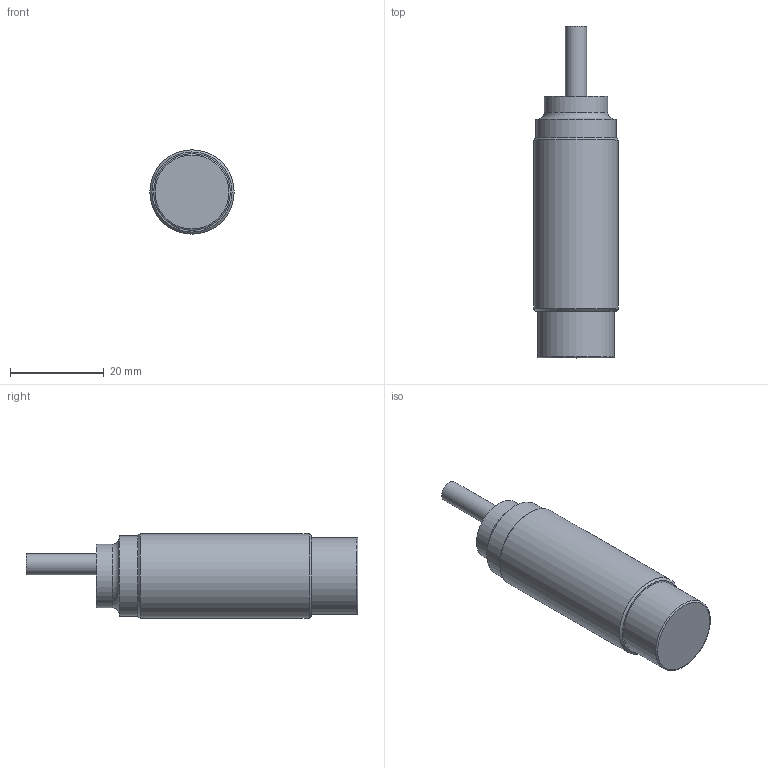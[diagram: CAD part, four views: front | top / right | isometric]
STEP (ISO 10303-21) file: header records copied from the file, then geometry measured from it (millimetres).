
FILE_DESCRIPTION(/* description */ (''),/* implementation_level */ '2;1');
FILE_NAME(/* name */ 'IA0253_Shrinkwrap_1.stp',/* time_stamp */ '2022-03-18T11:40:06+01:00',/* author */ ('Krieger Anja'),/* organization */ (''),/* preprocessor_version */ 'ST-DEVELOPER v18.1',/* originating_system */ 'Autodesk Inventor 2021',/* authorisation */ '');
FILE_SCHEMA (('AUTOMOTIVE_DESIGN { 1 0 10303 214 3 1 1 }'));
Length unit declared in the file: millimetre
Products named in the file (1): IA0253_Shrinkwrap_1
Bounding box: 18 x 70.9 x 18 mm (x, y, z)
Volume: 13395.6 mm3; surface area: 3687.9 mm2
Topology: 1 solids, 1 shells, 14 faces, 27 edges, 18 vertices
Faces by surface type: cylinder 5, plane 5, cone 2, torus 2
Full cylindrical faces by diameter (mm): 4.5 x1, 13.5 x1, 16.4 x1, 17.1 x1, 18 x1
Entity records: 435 total; most frequent: DIRECTION 77, CARTESIAN_POINT 60, ORIENTED_EDGE 54, AXIS2_PLACEMENT_3D 35, EDGE_CURVE 27, CIRCLE 20, VERTEX_POINT 18, EDGE_LOOP 17
